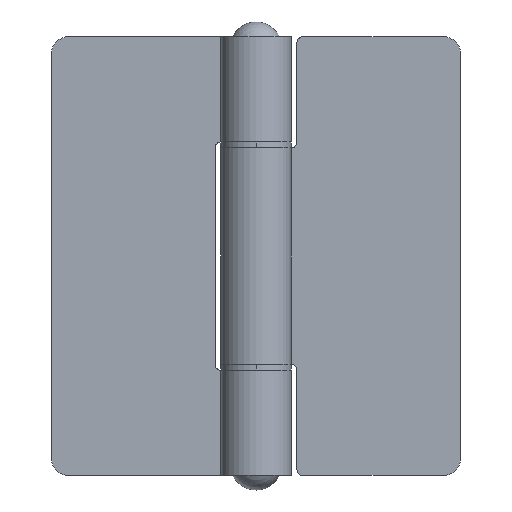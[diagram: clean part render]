
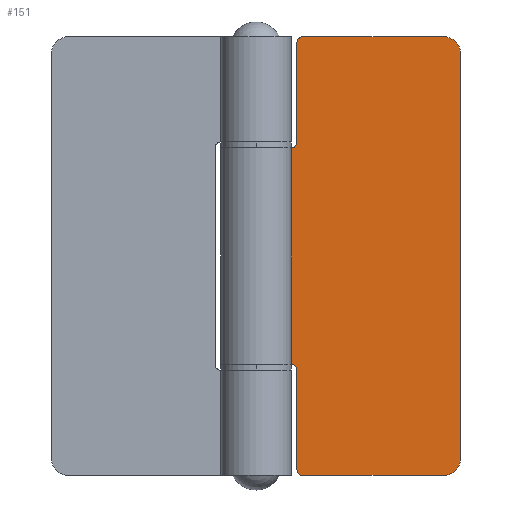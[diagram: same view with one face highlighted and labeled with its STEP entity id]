
A CAD part, top view. The second image highlights one B-rep face of the part: STEP entity #151.
In plain terms, the highlighted planar face has unit normal (0, 0, 1).
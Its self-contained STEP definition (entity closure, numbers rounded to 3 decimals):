
#128 = VERTEX_POINT ( 'NONE', #774 ) ;
#135 = VERTEX_POINT ( 'NONE', #705 ) ;
#136 = EDGE_CURVE ( 'NONE', #258, #188, #758, .T. ) ;
#148 = EDGE_CURVE ( 'NONE', #149, #269, #719, .T. ) ;
#149 = VERTEX_POINT ( 'NONE', #715 ) ;
#151 = ADVANCED_FACE ( 'NONE', ( #714 ), #713, .F. ) ;
#152 = EDGE_CURVE ( 'NONE', #128, #165, #764, .T. ) ;
#158 = EDGE_LOOP ( 'NONE', ( #166, #259, #187, #179, #220, #212, #211, #222, #265, #235, #273, #160, #248, #227 ) ) ;
#159 = EDGE_CURVE ( 'NONE', #272, #135, #814, .T. ) ;
#160 = ORIENTED_EDGE ( 'NONE', *, *, #161, .T. ) ;
#161 = EDGE_CURVE ( 'NONE', #135, #204, #810, .T. ) ;
#165 = VERTEX_POINT ( 'NONE', #800 ) ;
#166 = ORIENTED_EDGE ( 'NONE', *, *, #237, .F. ) ;
#179 = ORIENTED_EDGE ( 'NONE', *, *, #136, .T. ) ;
#187 = ORIENTED_EDGE ( 'NONE', *, *, #271, .T. ) ;
#188 = VERTEX_POINT ( 'NONE', #1064 ) ;
#189 = EDGE_CURVE ( 'NONE', #269, #190, #1063, .T. ) ;
#190 = VERTEX_POINT ( 'NONE', #1059 ) ;
#191 = VERTEX_POINT ( 'NONE', #1058 ) ;
#204 = VERTEX_POINT ( 'NONE', #1038 ) ;
#205 = VERTEX_POINT ( 'NONE', #1037 ) ;
#206 = VERTEX_POINT ( 'NONE', #1036 ) ;
#211 = ORIENTED_EDGE ( 'NONE', *, *, #189, .T. ) ;
#212 = ORIENTED_EDGE ( 'NONE', *, *, #148, .T. ) ;
#220 = ORIENTED_EDGE ( 'NONE', *, *, #221, .T. ) ;
#221 = EDGE_CURVE ( 'NONE', #188, #149, #1020, .T. ) ;
#222 = ORIENTED_EDGE ( 'NONE', *, *, #223, .T. ) ;
#223 = EDGE_CURVE ( 'NONE', #190, #191, #1016, .T. ) ;
#227 = ORIENTED_EDGE ( 'NONE', *, *, #228, .T. ) ;
#228 = EDGE_CURVE ( 'NONE', #205, #206, #1007, .T. ) ;
#235 = ORIENTED_EDGE ( 'NONE', *, *, #236, .T. ) ;
#236 = EDGE_CURVE ( 'NONE', #267, #272, #995, .T. ) ;
#237 = EDGE_CURVE ( 'NONE', #128, #206, #990, .T. ) ;
#248 = ORIENTED_EDGE ( 'NONE', *, *, #249, .F. ) ;
#249 = EDGE_CURVE ( 'NONE', #205, #204, #974, .T. ) ;
#258 = VERTEX_POINT ( 'NONE', #949 ) ;
#259 = ORIENTED_EDGE ( 'NONE', *, *, #152, .T. ) ;
#265 = ORIENTED_EDGE ( 'NONE', *, *, #266, .T. ) ;
#266 = EDGE_CURVE ( 'NONE', #191, #267, #937, .T. ) ;
#267 = VERTEX_POINT ( 'NONE', #933 ) ;
#269 = VERTEX_POINT ( 'NONE', #927 ) ;
#271 = EDGE_CURVE ( 'NONE', #165, #258, #926, .T. ) ;
#272 = VERTEX_POINT ( 'NONE', #922 ) ;
#273 = ORIENTED_EDGE ( 'NONE', *, *, #159, .T. ) ;
#705 = CARTESIAN_POINT ( 'NONE',  ( 32., -37.5, -3. ) ) ;
#708 = DIRECTION ( 'NONE',  ( -1., 0., 0. ) ) ;
#709 = DIRECTION ( 'NONE',  ( 0., 0., -1. ) ) ;
#710 = CARTESIAN_POINT ( 'NONE',  ( 35., 37.5, -3. ) ) ;
#711 = AXIS2_PLACEMENT_3D ( 'NONE', #710, #709, #708 ) ;
#712 = CARTESIAN_POINT ( 'NONE',  ( 8., 36.5, -3. ) ) ;
#713 = PLANE ( 'NONE',  #711 ) ;
#714 = FACE_OUTER_BOUND ( 'NONE', #158, .T. ) ;
#715 = CARTESIAN_POINT ( 'NONE',  ( 0., 18.5, -3. ) ) ;
#716 = DIRECTION ( 'NONE',  ( 0., -1., 0. ) ) ;
#717 = VECTOR ( 'NONE', #716, 1000. ) ;
#718 = CARTESIAN_POINT ( 'NONE',  ( 0., 37.5, -3. ) ) ;
#719 = LINE ( 'NONE', #718, #717 ) ;
#754 = DIRECTION ( 'NONE',  ( -1., 0., 0. ) ) ;
#755 = DIRECTION ( 'NONE',  ( 0., 0., -1. ) ) ;
#756 = CARTESIAN_POINT ( 'NONE',  ( 6., 19.5, -3. ) ) ;
#757 = AXIS2_PLACEMENT_3D ( 'NONE', #756, #755, #754 ) ;
#758 = CIRCLE ( 'NONE', #757, 1. ) ;
#761 = DIRECTION ( 'NONE',  ( -1., 0., 0. ) ) ;
#762 = DIRECTION ( 'NONE',  ( 0., 0., 1. ) ) ;
#763 = AXIS2_PLACEMENT_3D ( 'NONE', #712, #762, #761 ) ;
#764 = CIRCLE ( 'NONE', #763, 1. ) ;
#774 = CARTESIAN_POINT ( 'NONE',  ( 8., 37.5, -3. ) ) ;
#800 = CARTESIAN_POINT ( 'NONE',  ( 7., 36.5, -3. ) ) ;
#806 = DIRECTION ( 'NONE',  ( -1., 0., 0. ) ) ;
#807 = DIRECTION ( 'NONE',  ( 0., 0., 1. ) ) ;
#808 = CARTESIAN_POINT ( 'NONE',  ( 32., -34.5, -3. ) ) ;
#809 = AXIS2_PLACEMENT_3D ( 'NONE', #808, #807, #806 ) ;
#810 = CIRCLE ( 'NONE', #809, 3. ) ;
#811 = DIRECTION ( 'NONE',  ( 1., 0., 0. ) ) ;
#812 = VECTOR ( 'NONE', #811, 1000. ) ;
#813 = CARTESIAN_POINT ( 'NONE',  ( 35., -37.5, -3. ) ) ;
#814 = LINE ( 'NONE', #813, #812 ) ;
#922 = CARTESIAN_POINT ( 'NONE',  ( 8., -37.5, -3. ) ) ;
#923 = DIRECTION ( 'NONE',  ( 0., -1., 0. ) ) ;
#924 = VECTOR ( 'NONE', #923, 1000. ) ;
#925 = CARTESIAN_POINT ( 'NONE',  ( 7., 37.5, -3. ) ) ;
#926 = LINE ( 'NONE', #925, #924 ) ;
#927 = CARTESIAN_POINT ( 'NONE',  ( 0., -18.5, -3. ) ) ;
#933 = CARTESIAN_POINT ( 'NONE',  ( 7., -36.5, -3. ) ) ;
#934 = DIRECTION ( 'NONE',  ( 0., -1., 0. ) ) ;
#935 = VECTOR ( 'NONE', #934, 1000. ) ;
#936 = CARTESIAN_POINT ( 'NONE',  ( 7., 37.5, -3. ) ) ;
#937 = LINE ( 'NONE', #936, #935 ) ;
#949 = CARTESIAN_POINT ( 'NONE',  ( 7., 19.5, -3. ) ) ;
#971 = DIRECTION ( 'NONE',  ( 0., -1., 0. ) ) ;
#972 = VECTOR ( 'NONE', #971, 1000. ) ;
#973 = CARTESIAN_POINT ( 'NONE',  ( 35., 37.5, -3. ) ) ;
#974 = LINE ( 'NONE', #973, #972 ) ;
#988 = DIRECTION ( 'NONE',  ( 1., 0., 0. ) ) ;
#989 = VECTOR ( 'NONE', #988, 1000. ) ;
#990 = LINE ( 'NONE', #996, #989 ) ;
#991 = DIRECTION ( 'NONE',  ( -1., 0., 0. ) ) ;
#992 = DIRECTION ( 'NONE',  ( 0., 0., 1. ) ) ;
#993 = CARTESIAN_POINT ( 'NONE',  ( 8., -36.5, -3. ) ) ;
#994 = AXIS2_PLACEMENT_3D ( 'NONE', #993, #992, #991 ) ;
#995 = CIRCLE ( 'NONE', #994, 1. ) ;
#996 = CARTESIAN_POINT ( 'NONE',  ( 35., 37.5, -3. ) ) ;
#1003 = DIRECTION ( 'NONE',  ( -1., 0., 0. ) ) ;
#1004 = DIRECTION ( 'NONE',  ( 0., 0., 1. ) ) ;
#1005 = CARTESIAN_POINT ( 'NONE',  ( 32., 34.5, -3. ) ) ;
#1006 = AXIS2_PLACEMENT_3D ( 'NONE', #1005, #1004, #1003 ) ;
#1007 = CIRCLE ( 'NONE', #1006, 3. ) ;
#1012 = DIRECTION ( 'NONE',  ( -1., 0., 0. ) ) ;
#1013 = DIRECTION ( 'NONE',  ( 0., 0., -1. ) ) ;
#1014 = CARTESIAN_POINT ( 'NONE',  ( 6., -19.5, -3. ) ) ;
#1015 = AXIS2_PLACEMENT_3D ( 'NONE', #1014, #1013, #1012 ) ;
#1016 = CIRCLE ( 'NONE', #1015, 1. ) ;
#1017 = DIRECTION ( 'NONE',  ( -1., 0., 0. ) ) ;
#1018 = VECTOR ( 'NONE', #1017, 1000. ) ;
#1019 = CARTESIAN_POINT ( 'NONE',  ( 35., 18.5, -3. ) ) ;
#1020 = LINE ( 'NONE', #1019, #1018 ) ;
#1036 = CARTESIAN_POINT ( 'NONE',  ( 32., 37.5, -3. ) ) ;
#1037 = CARTESIAN_POINT ( 'NONE',  ( 35., 34.5, -3. ) ) ;
#1038 = CARTESIAN_POINT ( 'NONE',  ( 35., -34.5, -3. ) ) ;
#1058 = CARTESIAN_POINT ( 'NONE',  ( 7., -19.5, -3. ) ) ;
#1059 = CARTESIAN_POINT ( 'NONE',  ( 6., -18.5, -3. ) ) ;
#1060 = DIRECTION ( 'NONE',  ( 1., 0., 0. ) ) ;
#1061 = VECTOR ( 'NONE', #1060, 1000. ) ;
#1062 = CARTESIAN_POINT ( 'NONE',  ( 35., -18.5, -3. ) ) ;
#1063 = LINE ( 'NONE', #1062, #1061 ) ;
#1064 = CARTESIAN_POINT ( 'NONE',  ( 6., 18.5, -3. ) ) ;
